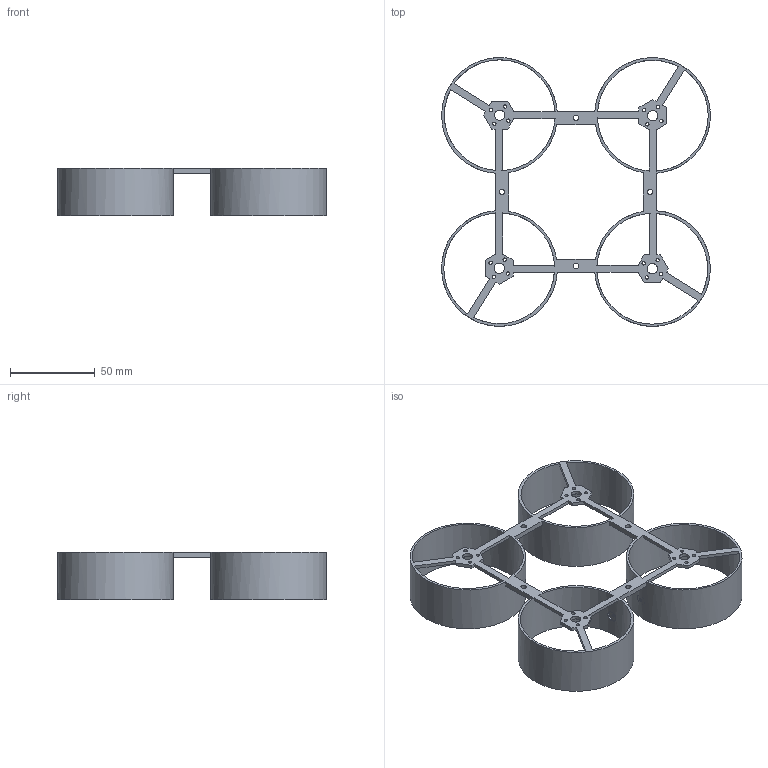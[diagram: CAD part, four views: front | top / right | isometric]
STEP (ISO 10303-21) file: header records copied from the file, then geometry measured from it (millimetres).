
FILE_DESCRIPTION(('FreeCAD Model'),'2;1');
FILE_NAME('Open CASCADE Shape Model','2025-01-11T10:30:04',(''),(''), 'Open CASCADE STEP processor 7.8','FreeCAD','Unknown');
FILE_SCHEMA(('AUTOMOTIVE_DESIGN { 1 0 10303 214 1 1 1 1 }'));
Length unit declared in the file: millimetre
Products named in the file (1): propguard
Bounding box: 158.33 x 158.33 x 28 mm (x, y, z)
Volume: 39914.2 mm3; surface area: 56882.6 mm2
Topology: 1 solids, 1 shells, 123 faces, 388 edges, 260 vertices
Faces by surface type: plane 79, cylinder 44
Full cylindrical faces by diameter (mm): 1.6 x1, 1.8 x1, 2 x16, 6 x4, 6.1 x2, 65.295 x4, 68.2 x4
Entity records: 10296 total; most frequent: CARTESIAN_POINT 2364, DIRECTION 1508, LINE 896, VECTOR 896, ORIENTED_EDGE 776, PCURVE 776, DEFINITIONAL_REPRESENTATION 776, EDGE_CURVE 388
